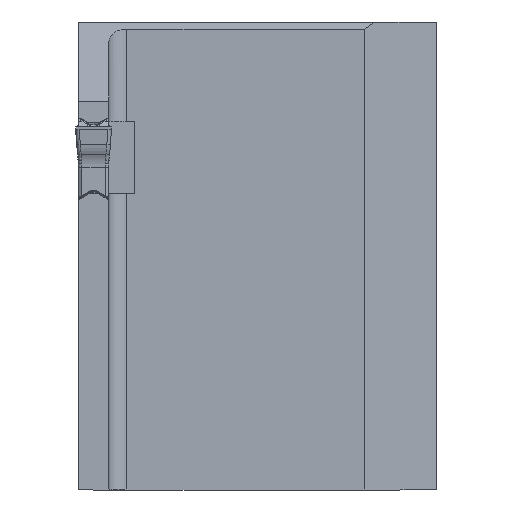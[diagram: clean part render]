
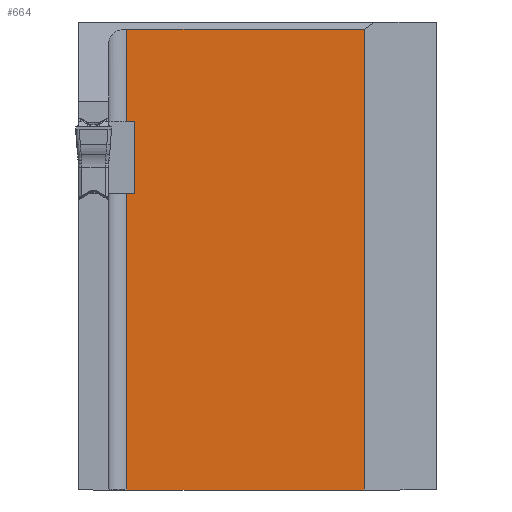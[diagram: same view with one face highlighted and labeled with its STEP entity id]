
A CAD part, front view. The second image highlights one B-rep face of the part: STEP entity #664.
In plain terms, the highlighted planar face has unit normal (0, -1, 0).
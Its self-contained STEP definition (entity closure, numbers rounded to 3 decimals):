
#664=ADVANCED_FACE('',(#957),#907,.F.);
#907=PLANE('',#3969);
#957=FACE_OUTER_BOUND('',#1200,.T.);
#1200=EDGE_LOOP('',(#1443,#1444,#1445,#1446,#1447,#1448,#1449,#1450));
#1443=ORIENTED_EDGE('',*,*,#2995,.T.);
#1444=ORIENTED_EDGE('',*,*,#2996,.T.);
#1445=ORIENTED_EDGE('',*,*,#2997,.T.);
#1446=ORIENTED_EDGE('',*,*,#2998,.T.);
#1447=ORIENTED_EDGE('',*,*,#2999,.T.);
#1448=ORIENTED_EDGE('',*,*,#3000,.T.);
#1449=ORIENTED_EDGE('',*,*,#3001,.T.);
#1450=ORIENTED_EDGE('',*,*,#3002,.T.);
#2637=VERTEX_POINT('',#4902);
#2638=VERTEX_POINT('',#4903);
#2639=VERTEX_POINT('',#4905);
#2640=VERTEX_POINT('',#4907);
#2641=VERTEX_POINT('',#4909);
#2642=VERTEX_POINT('',#4911);
#2643=VERTEX_POINT('',#4913);
#2644=VERTEX_POINT('',#4915);
#2995=EDGE_CURVE('',#2637,#2638,#3592,.T.);
#2996=EDGE_CURVE('',#2638,#2639,#3593,.T.);
#2997=EDGE_CURVE('',#2639,#2640,#3594,.T.);
#2998=EDGE_CURVE('',#2640,#2641,#3595,.T.);
#2999=EDGE_CURVE('',#2641,#2642,#3596,.T.);
#3000=EDGE_CURVE('',#2642,#2643,#3597,.T.);
#3001=EDGE_CURVE('',#2643,#2644,#3598,.T.);
#3002=EDGE_CURVE('',#2644,#2637,#3599,.T.);
#3592=LINE('',#4901,#3777);
#3593=LINE('',#4904,#3778);
#3594=LINE('',#4906,#3779);
#3595=LINE('',#4908,#3780);
#3596=LINE('',#4910,#3781);
#3597=LINE('',#4912,#3782);
#3598=LINE('',#4914,#3783);
#3599=LINE('',#4916,#3784);
#3777=VECTOR('',#4217,1.);
#3778=VECTOR('',#4218,1.);
#3779=VECTOR('',#4219,1.);
#3780=VECTOR('',#4220,1.);
#3781=VECTOR('',#4221,1.);
#3782=VECTOR('',#4222,1.);
#3783=VECTOR('',#4223,1.);
#3784=VECTOR('',#4224,1.);
#3969=AXIS2_PLACEMENT_3D('',#4917,#4225,#4226);
#4217=DIRECTION('',(-1.,0.,0.));
#4218=DIRECTION('',(0.,0.,-1.));
#4219=DIRECTION('',(1.,0.,0.));
#4220=DIRECTION('',(0.,0.,-1.));
#4221=DIRECTION('',(-1.,0.,0.));
#4222=DIRECTION('',(0.,0.,-1.));
#4223=DIRECTION('',(1.,0.,0.));
#4224=DIRECTION('',(0.,0.,1.));
#4225=DIRECTION('',(0.,1.,0.));
#4226=DIRECTION('',(0.,0.,1.));
#4901=CARTESIAN_POINT('',(0.,-114.,25.601));
#4902=CARTESIAN_POINT('',(-4.,-114.,25.601));
#4903=CARTESIAN_POINT('',(-17.2,-114.,25.601));
#4904=CARTESIAN_POINT('',(-17.2,-114.,26.));
#4905=CARTESIAN_POINT('',(-17.2,-114.,20.489));
#4906=CARTESIAN_POINT('',(0.,-114.,20.489));
#4907=CARTESIAN_POINT('',(-16.75,-114.,20.489));
#4908=CARTESIAN_POINT('',(-16.75,-114.,50.));
#4909=CARTESIAN_POINT('',(-16.75,-114.,16.46));
#4910=CARTESIAN_POINT('',(0.,-114.,16.46));
#4911=CARTESIAN_POINT('',(-17.2,-114.,16.46));
#4912=CARTESIAN_POINT('',(-17.2,-114.,17.7));
#4913=CARTESIAN_POINT('',(-17.2,-114.,0.));
#4914=CARTESIAN_POINT('',(-50.,-114.,0.));
#4915=CARTESIAN_POINT('',(-4.,-114.,0.));
#4916=CARTESIAN_POINT('',(-4.,-114.,50.));
#4917=CARTESIAN_POINT('',(0.,-114.,50.));
